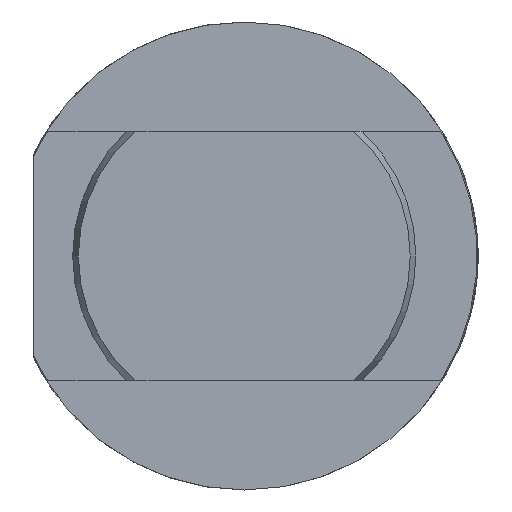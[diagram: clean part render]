
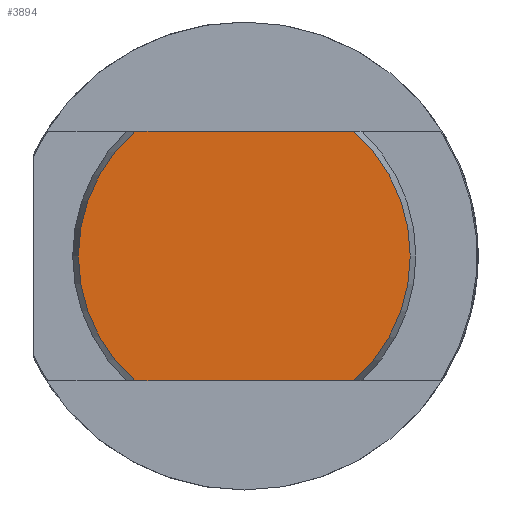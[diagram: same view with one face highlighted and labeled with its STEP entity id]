
A CAD part, left-side view. The second image highlights one B-rep face of the part: STEP entity #3894.
In plain terms, the highlighted planar face has unit normal (-1, 0, 0).
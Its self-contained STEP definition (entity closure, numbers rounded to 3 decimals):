
#117 = EDGE_CURVE ( 'NONE', #350, #376, #3782, .T. ) ;
#146 = EDGE_CURVE ( 'NONE', #351, #353, #3629, .T. ) ;
#200 = EDGE_CURVE ( 'NONE', #350, #353, #3534, .T. ) ;
#246 = EDGE_CURVE ( 'NONE', #351, #376, #3677, .T. ) ;
#350 = VERTEX_POINT ( 'NONE', #1280 ) ;
#351 = VERTEX_POINT ( 'NONE', #1281 ) ;
#353 = VERTEX_POINT ( 'NONE', #1283 ) ;
#376 = VERTEX_POINT ( 'NONE', #1306 ) ;
#682 = CARTESIAN_POINT ( 'NONE',  ( 0., 12.75, 8. ) ) ;
#683 = DIRECTION ( 'NONE',  ( 0., -1., 0. ) ) ;
#764 = CARTESIAN_POINT ( 'NONE',  ( 0., 12.75, -8. ) ) ;
#768 = DIRECTION ( 'NONE',  ( 0., 1., 0. ) ) ;
#931 = CARTESIAN_POINT ( 'NONE',  ( 0., 0., 0. ) ) ;
#932 = DIRECTION ( 'NONE',  ( -1., 0., 0. ) ) ;
#933 = DIRECTION ( 'NONE',  ( 0., 0., -1. ) ) ;
#1045 = CARTESIAN_POINT ( 'NONE',  ( 0., 0., 0. ) ) ;
#1052 = DIRECTION ( 'NONE',  ( -1., 0., 0. ) ) ;
#1053 = DIRECTION ( 'NONE',  ( 0., 0., -1. ) ) ;
#1280 = CARTESIAN_POINT ( 'NONE',  ( 0., 7.009, 8. ) ) ;
#1281 = CARTESIAN_POINT ( 'NONE',  ( 0., -7.009, -8. ) ) ;
#1283 = CARTESIAN_POINT ( 'NONE',  ( 0., 7.009, -8. ) ) ;
#1306 = CARTESIAN_POINT ( 'NONE',  ( 0., -7.009, 8. ) ) ;
#1563 = CARTESIAN_POINT ( 'NONE',  ( 0., 0., 0. ) ) ;
#1564 = PLANE ( 'NONE',  #3318 ) ;
#1566 = DIRECTION ( 'NONE',  ( 1., 0., 0. ) ) ;
#1567 = DIRECTION ( 'NONE',  ( 0., 0., -1. ) ) ;
#2519 = ORIENTED_EDGE ( 'NONE', *, *, #117, .F. ) ;
#2520 = ORIENTED_EDGE ( 'NONE', *, *, #246, .T. ) ;
#2521 = ORIENTED_EDGE ( 'NONE', *, *, #146, .F. ) ;
#2522 = ORIENTED_EDGE ( 'NONE', *, *, #200, .T. ) ;
#3016 = EDGE_LOOP ( 'NONE', ( #2522, #2521, #2520, #2519 ) ) ;
#3218 = AXIS2_PLACEMENT_3D ( 'NONE', #931, #932, #933 ) ;
#3241 = AXIS2_PLACEMENT_3D ( 'NONE', #1045, #1052, #1053 ) ;
#3318 = AXIS2_PLACEMENT_3D ( 'NONE', #1563, #1566, #1567 ) ;
#3534 = CIRCLE ( 'NONE', #3218, 10.636 ) ;
#3605 = VECTOR ( 'NONE', #683, 1000. ) ;
#3629 = LINE ( 'NONE', #764, #3762 ) ;
#3677 = CIRCLE ( 'NONE', #3241, 10.636 ) ;
#3762 = VECTOR ( 'NONE', #768, 1000. ) ;
#3782 = LINE ( 'NONE', #682, #3605 ) ;
#3894 = ADVANCED_FACE ( 'NONE', ( #4057 ), #1564, .F. ) ;
#4057 = FACE_OUTER_BOUND ( 'NONE', #3016, .T. ) ;
